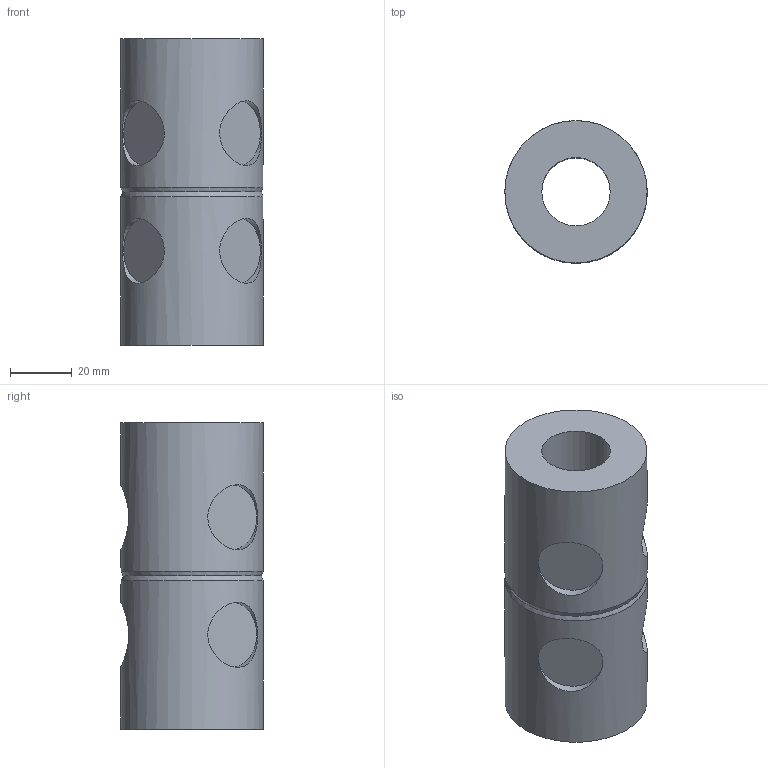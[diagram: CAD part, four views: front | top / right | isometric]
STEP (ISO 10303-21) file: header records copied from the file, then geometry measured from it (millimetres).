
FILE_DESCRIPTION((''),'1');
FILE_NAME('CKN77-0DC.stp','2025-04-28T05:14:13',(''),(''),'Spatial Interop R21 SP3','Kubotek KeyCreator 2011 V10.0.2 (22737)',' ');
FILE_SCHEMA(('automotive_design'));
Length unit declared in the file: millimetre
Products named in the file (1): 240[2]
Bounding box: 46 x 46 x 99 mm (x, y, z)
Volume: 121467.4 mm3; surface area: 24403.7 mm2
Topology: 1 solids, 1 shells, 21 faces, 46 edges, 33 vertices
Faces by surface type: cylinder 10, plane 9, cone 2
Full cylindrical faces by diameter (mm): 6 x1, 21 x6, 22.1 x1, 46 x2
Entity records: 2076 total; most frequent: CARTESIAN_POINT 1227, PRESENTATION_STYLE_ASSIGNMENT 78, COLOUR_RGB 78, DIRECTION 72, ORIENTED_EDGE 68, STYLED_ITEM 56, CURVE_STYLE 56, DRAUGHTING_PRE_DEFINED_CURVE_FONT 56
